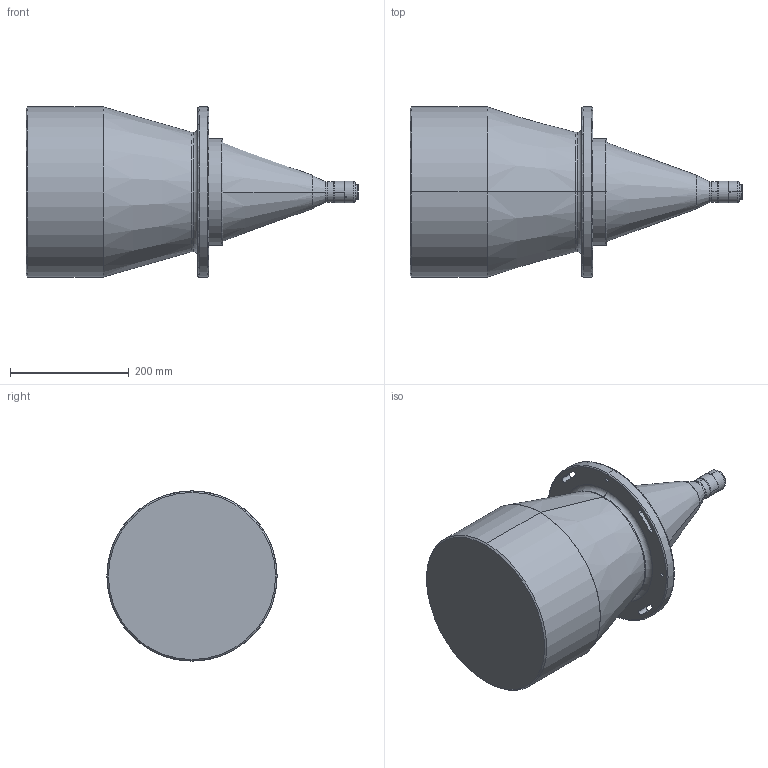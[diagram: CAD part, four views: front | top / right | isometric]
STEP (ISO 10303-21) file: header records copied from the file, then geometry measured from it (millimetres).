
FILE_DESCRIPTION (( 'STEP AP203' ), '1' );
FILE_NAME ('DTCM230-240H-AL.STEP', '2019-11-13T08:42:41', ( 'Windows 蚚誧' ), ( '' ), 'SwSTEP 2.0', 'SolidWorks 2017', '' );
FILE_SCHEMA (( 'CONFIG_CONTROL_DESIGN' ));
Length unit declared in the file: millimetre
Products named in the file (1): DTCM230-240H-AL
Bounding box: 558.2 x 286 x 286 mm (x, y, z)
Volume: 19078312.9 mm3; surface area: 478040.8 mm2
Topology: 1 solids, 1 shells, 100 faces, 243 edges, 147 vertices
Faces by surface type: cylinder 54, cone 24, bspline 12, plane 8, torus 2
Entity records: 3242 total; most frequent: CARTESIAN_POINT 827, DIRECTION 521, ORIENTED_EDGE 474, EDGE_CURVE 237, AXIS2_PLACEMENT_3D 221, VERTEX_POINT 147, CIRCLE 132, EDGE_LOOP 124
